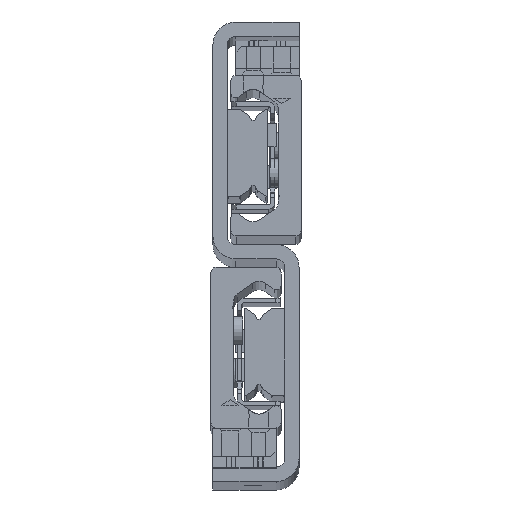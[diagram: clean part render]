
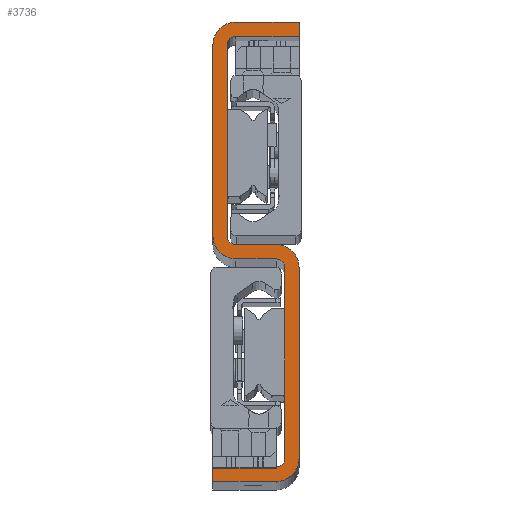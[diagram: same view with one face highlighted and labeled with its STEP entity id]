
A CAD part, top view. The second image highlights one B-rep face of the part: STEP entity #3736.
In plain terms, the highlighted planar face has unit normal (0, 0, 1).
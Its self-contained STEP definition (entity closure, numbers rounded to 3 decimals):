
#2810=CARTESIAN_POINT('',(15.0,80.0,850.0));
#2811=VERTEX_POINT('',#2810);
#2812=CARTESIAN_POINT('',(15.0,77.5,850.0));
#2813=VERTEX_POINT('',#2812);
#2814=CARTESIAN_POINT('',(15.0,80.0,850.0));
#2815=DIRECTION('',(0.0,-1.0,0.0));
#2816=VECTOR('',#2815,2.5);
#2817=LINE('',#2814,#2816);
#2818=EDGE_CURVE('',#2811,#2813,#2817,.T.);
#2850=CARTESIAN_POINT('',(4.,77.5,850.0));
#2851=VERTEX_POINT('',#2850);
#2852=CARTESIAN_POINT('',(15.0,77.5,850.0));
#2853=DIRECTION('',(-1.0,0.0,0.0));
#2854=VECTOR('',#2853,11.);
#2855=LINE('',#2852,#2854);
#2856=EDGE_CURVE('',#2813,#2851,#2855,.T.);
#2908=CARTESIAN_POINT('',(2.5,76.0,850.0));
#2909=VERTEX_POINT('',#2908);
#2910=CARTESIAN_POINT('',(4.,76.0,850.0));
#2911=DIRECTION('',(0.0,0.0,1.0));
#2912=DIRECTION('',(0.0,-1.0,0.0));
#2913=AXIS2_PLACEMENT_3D('',#2910,#2911,#2912);
#2914=CIRCLE('',#2913,1.5);
#2915=EDGE_CURVE('',#2851,#2909,#2914,.T.);
#2941=CARTESIAN_POINT('',(2.5,42.75,850.0));
#2942=VERTEX_POINT('',#2941);
#2943=CARTESIAN_POINT('',(2.5,76.0,850.0));
#2944=DIRECTION('',(0.0,-1.0,0.0));
#2945=VECTOR('',#2944,33.25);
#2946=LINE('',#2943,#2945);
#2947=EDGE_CURVE('',#2909,#2942,#2946,.T.);
#3005=CARTESIAN_POINT('',(4.,41.25,850.0));
#3006=VERTEX_POINT('',#3005);
#3007=CARTESIAN_POINT('',(4.,42.75,850.0));
#3008=DIRECTION('',(0.0,0.0,1.0));
#3009=DIRECTION('',(1.0,0.0,0.0));
#3010=AXIS2_PLACEMENT_3D('',#3007,#3008,#3009);
#3011=CIRCLE('',#3010,1.5);
#3012=EDGE_CURVE('',#2942,#3006,#3011,.T.);
#3038=CARTESIAN_POINT('',(11.,41.25,850.0));
#3039=VERTEX_POINT('',#3038);
#3040=CARTESIAN_POINT('',(4.,41.25,850.0));
#3041=DIRECTION('',(1.0,0.0,0.0));
#3042=VECTOR('',#3041,7.);
#3043=LINE('',#3040,#3042);
#3044=EDGE_CURVE('',#3006,#3039,#3043,.T.);
#3069=CARTESIAN_POINT('',(15.,37.25,850.0));
#3070=VERTEX_POINT('',#3069);
#3071=CARTESIAN_POINT('',(11.,37.25,850.0));
#3072=DIRECTION('',(0.0,0.0,-1.0));
#3073=DIRECTION('',(1.0,0.0,0.0));
#3074=AXIS2_PLACEMENT_3D('',#3071,#3072,#3073);
#3075=CIRCLE('',#3074,4.0);
#3076=EDGE_CURVE('',#3039,#3070,#3075,.T.);
#3102=CARTESIAN_POINT('',(15.,4.,850.0));
#3103=VERTEX_POINT('',#3102);
#3104=CARTESIAN_POINT('',(15.,37.25,850.0));
#3105=DIRECTION('',(0.0,-1.0,0.0));
#3106=VECTOR('',#3105,33.25);
#3107=LINE('',#3104,#3106);
#3108=EDGE_CURVE('',#3070,#3103,#3107,.T.);
#3166=CARTESIAN_POINT('',(11.0,0.,850.0));
#3167=VERTEX_POINT('',#3166);
#3168=CARTESIAN_POINT('',(11.,4.,850.0));
#3169=DIRECTION('',(0.0,0.0,-1.0));
#3170=DIRECTION('',(0.,-1.,0.0));
#3171=AXIS2_PLACEMENT_3D('',#3168,#3169,#3170);
#3172=CIRCLE('',#3171,4.);
#3173=EDGE_CURVE('',#3103,#3167,#3172,.T.);
#3199=CARTESIAN_POINT('',(0.0,0.0,850.0));
#3200=VERTEX_POINT('',#3199);
#3201=CARTESIAN_POINT('',(11.0,0.,850.0));
#3202=DIRECTION('',(-1.0,0.0,0.0));
#3203=VECTOR('',#3202,11.0);
#3204=LINE('',#3201,#3203);
#3205=EDGE_CURVE('',#3167,#3200,#3204,.T.);
#3257=CARTESIAN_POINT('',(0.0,2.5,850.0));
#3258=VERTEX_POINT('',#3257);
#3259=CARTESIAN_POINT('',(0.0,0.0,850.0));
#3260=DIRECTION('',(0.0,1.0,0.0));
#3261=VECTOR('',#3260,2.5);
#3262=LINE('',#3259,#3261);
#3263=EDGE_CURVE('',#3200,#3258,#3262,.T.);
#3288=CARTESIAN_POINT('',(11.,2.5,850.0));
#3289=VERTEX_POINT('',#3288);
#3290=CARTESIAN_POINT('',(0.0,2.5,850.0));
#3291=DIRECTION('',(1.0,0.0,0.0));
#3292=VECTOR('',#3291,11.);
#3293=LINE('',#3290,#3292);
#3294=EDGE_CURVE('',#3258,#3289,#3293,.T.);
#3346=CARTESIAN_POINT('',(12.5,4.0,850.0));
#3347=VERTEX_POINT('',#3346);
#3348=CARTESIAN_POINT('',(11.,4.0,850.0));
#3349=DIRECTION('',(0.0,0.0,1.0));
#3350=DIRECTION('',(0.0,1.0,0.0));
#3351=AXIS2_PLACEMENT_3D('',#3348,#3349,#3350);
#3352=CIRCLE('',#3351,1.5);
#3353=EDGE_CURVE('',#3289,#3347,#3352,.T.);
#3379=CARTESIAN_POINT('',(12.5,37.25,850.0));
#3380=VERTEX_POINT('',#3379);
#3381=CARTESIAN_POINT('',(12.5,4.0,850.0));
#3382=DIRECTION('',(0.0,1.0,0.0));
#3383=VECTOR('',#3382,33.25);
#3384=LINE('',#3381,#3383);
#3385=EDGE_CURVE('',#3347,#3380,#3384,.T.);
#3443=CARTESIAN_POINT('',(11.,38.75,850.0));
#3444=VERTEX_POINT('',#3443);
#3445=CARTESIAN_POINT('',(11.,37.25,850.0));
#3446=DIRECTION('',(0.0,0.0,1.0));
#3447=DIRECTION('',(-1.0,0.0,0.0));
#3448=AXIS2_PLACEMENT_3D('',#3445,#3446,#3447);
#3449=CIRCLE('',#3448,1.5);
#3450=EDGE_CURVE('',#3380,#3444,#3449,.T.);
#3476=CARTESIAN_POINT('',(4.,38.75,850.0));
#3477=VERTEX_POINT('',#3476);
#3478=CARTESIAN_POINT('',(11.,38.75,850.0));
#3479=DIRECTION('',(-1.0,0.0,0.0));
#3480=VECTOR('',#3479,7.);
#3481=LINE('',#3478,#3480);
#3482=EDGE_CURVE('',#3444,#3477,#3481,.T.);
#3507=CARTESIAN_POINT('',(0.0,42.75,850.0));
#3508=VERTEX_POINT('',#3507);
#3509=CARTESIAN_POINT('',(4.,42.75,850.0));
#3510=DIRECTION('',(0.0,0.0,-1.0));
#3511=DIRECTION('',(-1.0,0.0,0.0));
#3512=AXIS2_PLACEMENT_3D('',#3509,#3510,#3511);
#3513=CIRCLE('',#3512,4.);
#3514=EDGE_CURVE('',#3477,#3508,#3513,.T.);
#3540=CARTESIAN_POINT('',(0.0,76.0,850.0));
#3541=VERTEX_POINT('',#3540);
#3542=CARTESIAN_POINT('',(0.0,42.75,850.0));
#3543=DIRECTION('',(0.0,1.0,0.0));
#3544=VECTOR('',#3543,33.25);
#3545=LINE('',#3542,#3544);
#3546=EDGE_CURVE('',#3508,#3541,#3545,.T.);
#3604=CARTESIAN_POINT('',(4.,80.0,850.0));
#3605=VERTEX_POINT('',#3604);
#3606=CARTESIAN_POINT('',(4.,76.0,850.0));
#3607=DIRECTION('',(0.0,0.0,-1.0));
#3608=DIRECTION('',(0.0,1.0,0.0));
#3609=AXIS2_PLACEMENT_3D('',#3606,#3607,#3608);
#3610=CIRCLE('',#3609,4.0);
#3611=EDGE_CURVE('',#3541,#3605,#3610,.T.);
#3637=CARTESIAN_POINT('',(4.,80.0,850.0));
#3638=DIRECTION('',(1.0,0.0,0.0));
#3639=VECTOR('',#3638,11.);
#3640=LINE('',#3637,#3639);
#3641=EDGE_CURVE('',#3605,#2811,#3640,.T.);
#3709=CARTESIAN_POINT('',(7.5,40.,850.0));
#3710=DIRECTION('',(0.0,0.0,1.0));
#3711=DIRECTION('',(1.0,0.0,0.0));
#3712=AXIS2_PLACEMENT_3D('',#3709,#3710,#3711);
#3713=PLANE('',#3712);
#3714=ORIENTED_EDGE('',*,*,#2818,.F.);
#3715=ORIENTED_EDGE('',*,*,#3641,.F.);
#3716=ORIENTED_EDGE('',*,*,#3611,.F.);
#3717=ORIENTED_EDGE('',*,*,#3546,.F.);
#3718=ORIENTED_EDGE('',*,*,#3514,.F.);
#3719=ORIENTED_EDGE('',*,*,#3482,.F.);
#3720=ORIENTED_EDGE('',*,*,#3450,.F.);
#3721=ORIENTED_EDGE('',*,*,#3385,.F.);
#3722=ORIENTED_EDGE('',*,*,#3353,.F.);
#3723=ORIENTED_EDGE('',*,*,#3294,.F.);
#3724=ORIENTED_EDGE('',*,*,#3263,.F.);
#3725=ORIENTED_EDGE('',*,*,#3205,.F.);
#3726=ORIENTED_EDGE('',*,*,#3173,.F.);
#3727=ORIENTED_EDGE('',*,*,#3108,.F.);
#3728=ORIENTED_EDGE('',*,*,#3076,.F.);
#3729=ORIENTED_EDGE('',*,*,#3044,.F.);
#3730=ORIENTED_EDGE('',*,*,#3012,.F.);
#3731=ORIENTED_EDGE('',*,*,#2947,.F.);
#3732=ORIENTED_EDGE('',*,*,#2915,.F.);
#3733=ORIENTED_EDGE('',*,*,#2856,.F.);
#3734=EDGE_LOOP('',(#3714,#3715,#3716,#3717,#3718,#3719,#3720,#3721,#3722,#3723,#3724,#3725,#3726,#3727,#3728,#3729,#3730,#3731,#3732,#3733));
#3735=FACE_OUTER_BOUND('',#3734,.T.);
#3736=ADVANCED_FACE('',(#3735),#3713,.T.);
